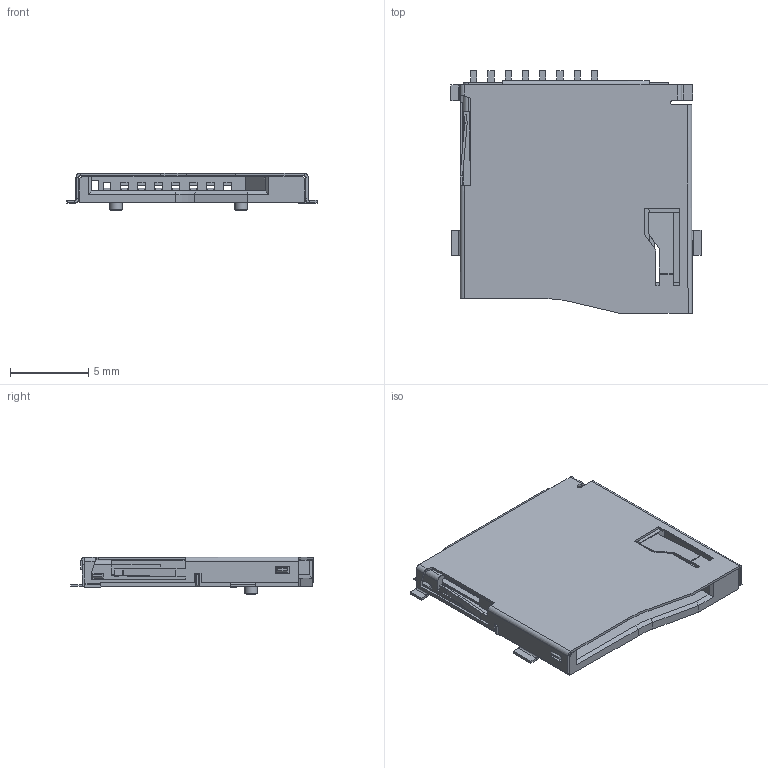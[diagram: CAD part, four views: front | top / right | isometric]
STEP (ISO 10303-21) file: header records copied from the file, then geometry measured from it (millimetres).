
FILE_DESCRIPTION(('FreeCAD Model'),'2;1');
FILE_NAME('Open CASCADE Shape Model','2024-07-09T09:34:23',(''),(''), 'Open CASCADE STEP processor 7.6','FreeCAD','Unknown');
FILE_SCHEMA(('AUTOMOTIVE_DESIGN { 1 0 10303 214 1 1 1 1 }'));
Length unit declared in the file: millimetre
Products named in the file (13): microSD_card_slot; cont; Contact009; Contact008; Contact007; Contact006; Contact005; Contact004; Contact003; Contact002; frame002; cover001; spring
Assembly tree (12 placements, depth 3):
  microSD_card_slot
    cont
      Contact009
      Contact008
      Contact007
      Contact006
      Contact005
      Contact004
      Contact003
      Contact002
    frame002
    cover001
    spring
Bounding box: 15.98 x 15.49 x 2.41 mm (x, y, z)
Volume: 199.1 mm3; surface area: 1244.2 mm2
Topology: 11 solids, 11 shells, 614 faces, 1729 edges, 1114 vertices
Faces by surface type: plane 477, cylinder 78, bspline 56, cone 3
Full cylindrical faces by diameter (mm): 0.8 x2
Entity records: 24902 total; most frequent: CARTESIAN_POINT 8978, ORIENTED_EDGE 3458, DIRECTION 2917, EDGE_CURVE 1729, LINE 1481, VECTOR 1481, VERTEX_POINT 1114, AXIS2_PLACEMENT_3D 718
